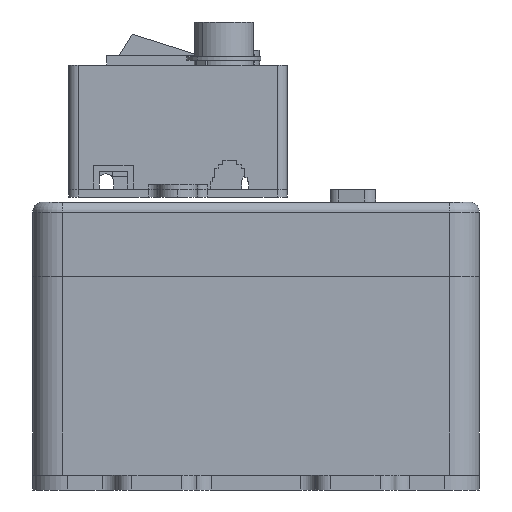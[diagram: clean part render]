
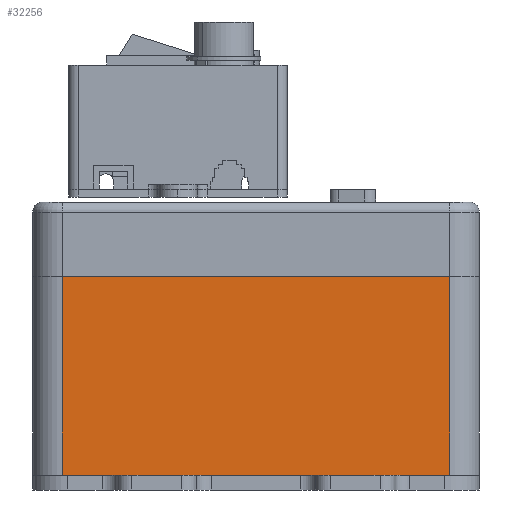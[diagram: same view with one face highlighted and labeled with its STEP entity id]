
A CAD part, left-side view. The second image highlights one B-rep face of the part: STEP entity #32256.
In plain terms, the highlighted planar face has unit normal (-1, 0, 0).
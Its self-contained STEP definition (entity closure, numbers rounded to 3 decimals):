
#980 = CARTESIAN_POINT ( 'NONE',  ( -91.234, -14.671, 121.5 ) ) ;
#1302 = VERTEX_POINT ( 'NONE', #6342 ) ;
#1537 = PLANE ( 'NONE',  #20555 ) ;
#1750 = FACE_OUTER_BOUND ( 'NONE', #14718, .T. ) ;
#2773 = LINE ( 'NONE', #36933, #29955 ) ;
#3363 = VECTOR ( 'NONE', #37426, 1000. ) ;
#6342 = CARTESIAN_POINT ( 'NONE',  ( -91.234, -14.671, 81.5 ) ) ;
#9394 = LINE ( 'NONE', #18973, #32724 ) ;
#9493 = LINE ( 'NONE', #25355, #3363 ) ;
#10342 = DIRECTION ( 'NONE',  ( 1., 0., 0. ) ) ;
#12611 = EDGE_CURVE ( 'NONE', #26121, #22123, #9493, .T. ) ;
#13302 = EDGE_CURVE ( 'NONE', #29095, #1302, #9394, .T. ) ;
#14194 = LINE ( 'NONE', #26477, #37070 ) ;
#14355 = ORIENTED_EDGE ( 'NONE', *, *, #12611, .F. ) ;
#14608 = CARTESIAN_POINT ( 'NONE',  ( -91.234, 63.329, 121.5 ) ) ;
#14718 = EDGE_LOOP ( 'NONE', ( #38717, #28193, #14355, #36209 ) ) ;
#17342 = DIRECTION ( 'NONE',  ( 0., 0., 1. ) ) ;
#18973 = CARTESIAN_POINT ( 'NONE',  ( -91.234, 69.329, 81.5 ) ) ;
#19071 = EDGE_CURVE ( 'NONE', #1302, #22123, #14194, .T. ) ;
#19531 = DIRECTION ( 'NONE',  ( 0., 0., -1. ) ) ;
#20555 = AXIS2_PLACEMENT_3D ( 'NONE', #25237, #10342, #22474 ) ;
#22123 = VERTEX_POINT ( 'NONE', #980 ) ;
#22474 = DIRECTION ( 'NONE',  ( 0., 1., 0. ) ) ;
#22721 = EDGE_CURVE ( 'NONE', #26121, #29095, #2773, .T. ) ;
#25237 = CARTESIAN_POINT ( 'NONE',  ( -91.234, 69.329, 121.5 ) ) ;
#25355 = CARTESIAN_POINT ( 'NONE',  ( -91.234, 69.329, 121.5 ) ) ;
#26121 = VERTEX_POINT ( 'NONE', #14608 ) ;
#26477 = CARTESIAN_POINT ( 'NONE',  ( -91.234, -14.671, 121.5 ) ) ;
#28018 = DIRECTION ( 'NONE',  ( 0., -1., 0. ) ) ;
#28193 = ORIENTED_EDGE ( 'NONE', *, *, #19071, .T. ) ;
#29095 = VERTEX_POINT ( 'NONE', #34048 ) ;
#29955 = VECTOR ( 'NONE', #19531, 1000. ) ;
#32256 = ADVANCED_FACE ( 'NONE', ( #1750 ), #1537, .F. ) ;
#32724 = VECTOR ( 'NONE', #28018, 1000. ) ;
#34048 = CARTESIAN_POINT ( 'NONE',  ( -91.234, 63.329, 81.5 ) ) ;
#36209 = ORIENTED_EDGE ( 'NONE', *, *, #22721, .T. ) ;
#36933 = CARTESIAN_POINT ( 'NONE',  ( -91.234, 63.329, 121.5 ) ) ;
#37070 = VECTOR ( 'NONE', #17342, 1000. ) ;
#37426 = DIRECTION ( 'NONE',  ( 0., -1., 0. ) ) ;
#38717 = ORIENTED_EDGE ( 'NONE', *, *, #13302, .T. ) ;
